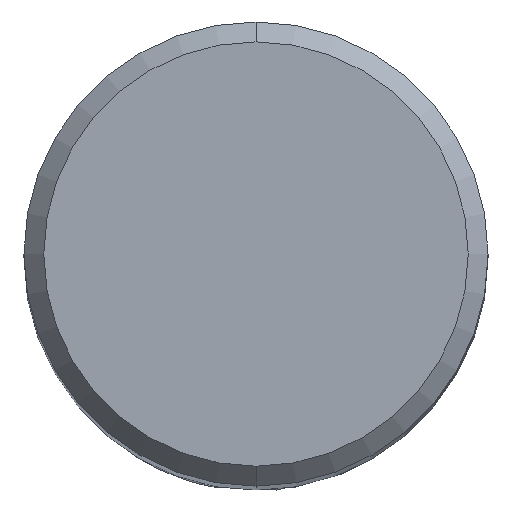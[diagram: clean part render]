
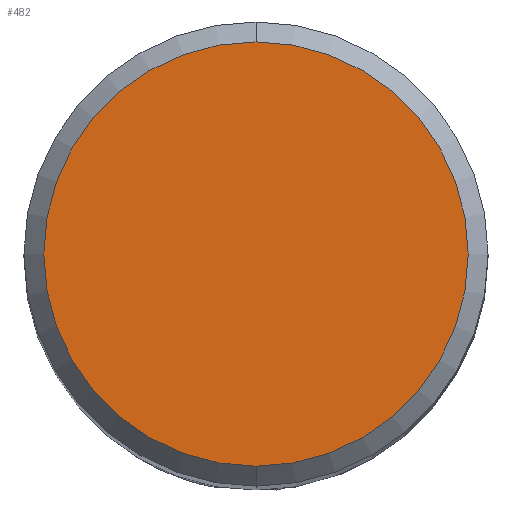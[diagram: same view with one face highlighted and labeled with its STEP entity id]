
A CAD part, top view. The second image highlights one B-rep face of the part: STEP entity #482.
In plain terms, the highlighted planar face has unit normal (0, 0, 1).
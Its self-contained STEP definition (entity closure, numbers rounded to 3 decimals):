
#482=ADVANCED_FACE('',(#1088),#1089,.T.);
#496=VERTEX_POINT('',#1103);
#520=EDGE_CURVE('',#720,#496,#1128,.T.);
#720=VERTEX_POINT('',#1347);
#856=EDGE_CURVE('',#496,#720,#1495,.T.);
#1088=FACE_OUTER_BOUND('',#5922,.T.);
#1089=PLANE('',#5923);
#1103=CARTESIAN_POINT('',(0.,-6.4,0.0));
#1128=CIRCLE('',#6063,6.4);
#1347=CARTESIAN_POINT('',(0.0,6.4,0.0));
#1495=CIRCLE('',#9069,6.4);
#5922=EDGE_LOOP('',(#9371,#9372));
#5923=AXIS2_PLACEMENT_3D('',#9373,#9374,#9375);
#6063=AXIS2_PLACEMENT_3D('',#9401,#9402,#9403);
#9069=AXIS2_PLACEMENT_3D('',#9760,#9761,#9762);
#9371=ORIENTED_EDGE('',*,*,#520,.F.);
#9372=ORIENTED_EDGE('',*,*,#856,.F.);
#9373=CARTESIAN_POINT('',(0.0,3.2,0.0));
#9374=DIRECTION('',(-0.0,0.0,1.0));
#9375=DIRECTION('',(0.0,-1.0,0.0));
#9401=CARTESIAN_POINT('',(0.0,0.0,0.0));
#9402=DIRECTION('',(0.0,0.0,-1.0));
#9403=DIRECTION('',(0.0,1.0,0.0));
#9760=CARTESIAN_POINT('',(0.0,0.0,0.0));
#9761=DIRECTION('',(0.0,0.0,-1.0));
#9762=DIRECTION('',(0.0,1.0,0.0));
